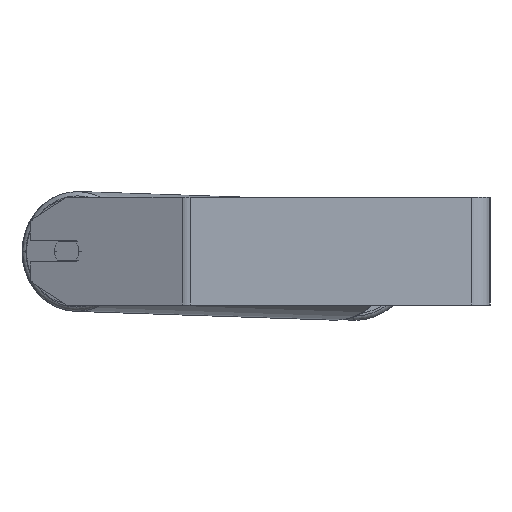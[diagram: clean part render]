
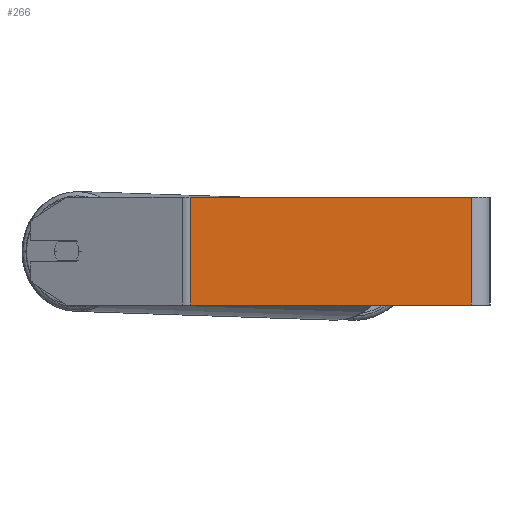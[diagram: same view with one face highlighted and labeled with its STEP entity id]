
A CAD part, left-side view. The second image highlights one B-rep face of the part: STEP entity #266.
In plain terms, the highlighted planar face has unit normal (-1, 0, 0).
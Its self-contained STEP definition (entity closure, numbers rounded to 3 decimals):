
#191 = LINE ( 'NONE', #6957, #8702 ) ;
#211 = CARTESIAN_POINT ( 'NONE',  ( -745., 222.563, -40. ) ) ;
#266 = ADVANCED_FACE ( 'NONE', ( #2358 ), #2981, .F. ) ;
#683 = DIRECTION ( 'NONE',  ( 0., 0., -1. ) ) ;
#739 = ORIENTED_EDGE ( 'NONE', *, *, #4147, .T. ) ;
#838 = VECTOR ( 'NONE', #8232, 1000. ) ;
#2169 = CARTESIAN_POINT ( 'NONE',  ( -745., 14., 40. ) ) ;
#2316 = DIRECTION ( 'NONE',  ( 0., 0., -1. ) ) ;
#2358 = FACE_OUTER_BOUND ( 'NONE', #4823, .T. ) ;
#2477 = VECTOR ( 'NONE', #6692, 1000. ) ;
#2656 = EDGE_CURVE ( 'NONE', #3454, #3963, #3459, .T. ) ;
#2754 = EDGE_CURVE ( 'NONE', #5935, #3454, #191, .T. ) ;
#2981 = PLANE ( 'NONE',  #4137 ) ;
#3263 = ORIENTED_EDGE ( 'NONE', *, *, #6883, .T. ) ;
#3454 = VERTEX_POINT ( 'NONE', #2169 ) ;
#3459 = LINE ( 'NONE', #8191, #2477 ) ;
#3677 = CARTESIAN_POINT ( 'NONE',  ( -745., 225.667, 40. ) ) ;
#3963 = VERTEX_POINT ( 'NONE', #5091 ) ;
#4137 = AXIS2_PLACEMENT_3D ( 'NONE', #3677, #8359, #2316 ) ;
#4147 = EDGE_CURVE ( 'NONE', #5935, #5975, #6730, .T. ) ;
#4817 = CARTESIAN_POINT ( 'NONE',  ( -745., 222.563, 40. ) ) ;
#4823 = EDGE_LOOP ( 'NONE', ( #3263, #7562, #5031, #739 ) ) ;
#5031 = ORIENTED_EDGE ( 'NONE', *, *, #2754, .F. ) ;
#5091 = CARTESIAN_POINT ( 'NONE',  ( -745., 14., -40. ) ) ;
#5545 = LINE ( 'NONE', #5592, #838 ) ;
#5592 = CARTESIAN_POINT ( 'NONE',  ( -745., 225.667, -40. ) ) ;
#5935 = VERTEX_POINT ( 'NONE', #6094 ) ;
#5975 = VERTEX_POINT ( 'NONE', #211 ) ;
#6094 = CARTESIAN_POINT ( 'NONE',  ( -745., 222.563, 40. ) ) ;
#6692 = DIRECTION ( 'NONE',  ( 0., 0., -1. ) ) ;
#6730 = LINE ( 'NONE', #4817, #7286 ) ;
#6883 = EDGE_CURVE ( 'NONE', #5975, #3963, #5545, .T. ) ;
#6957 = CARTESIAN_POINT ( 'NONE',  ( -745., 225.667, 40. ) ) ;
#7286 = VECTOR ( 'NONE', #683, 1000. ) ;
#7562 = ORIENTED_EDGE ( 'NONE', *, *, #2656, .F. ) ;
#7702 = DIRECTION ( 'NONE',  ( 0., -1., 0. ) ) ;
#8191 = CARTESIAN_POINT ( 'NONE',  ( -745., 14., 40. ) ) ;
#8232 = DIRECTION ( 'NONE',  ( 0., -1., 0. ) ) ;
#8359 = DIRECTION ( 'NONE',  ( 1., 0., 0. ) ) ;
#8702 = VECTOR ( 'NONE', #7702, 1000. ) ;
